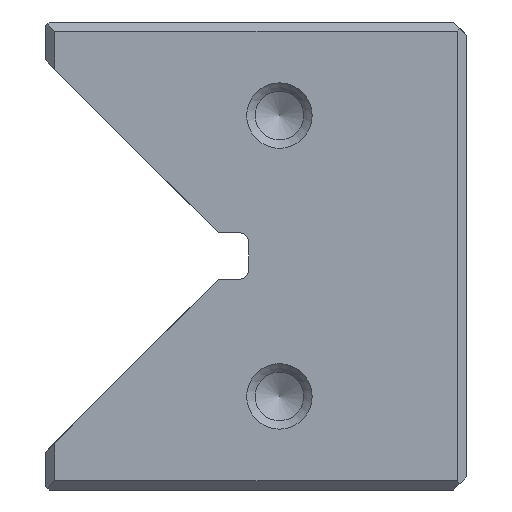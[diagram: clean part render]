
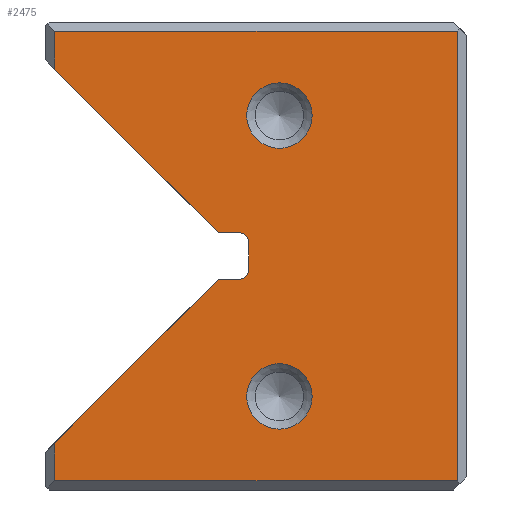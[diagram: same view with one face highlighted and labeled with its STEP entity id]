
A CAD part, left-side view. The second image highlights one B-rep face of the part: STEP entity #2475.
In plain terms, the highlighted planar face has unit normal (-1, 0, 0).
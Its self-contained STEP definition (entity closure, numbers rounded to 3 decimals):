
#2475=ADVANCED_FACE('',(#3405,#3406,#3407),#2864,.T.);
#2864=PLANE('',#8886);
#3110=CIRCLE('',#8882,3.5);
#3111=CIRCLE('',#8883,3.5);
#3112=CIRCLE('',#8884,1.);
#3113=CIRCLE('',#8885,1.);
#3405=FACE_BOUND('',#3623,.T.);
#3406=FACE_BOUND('',#3624,.T.);
#3407=FACE_BOUND('',#3625,.T.);
#3623=EDGE_LOOP('',(#4351));
#3624=EDGE_LOOP('',(#4352));
#3625=EDGE_LOOP('',(#4353,#4354,#4355,#4356,#4357,#4358,#4359,#4360,#4361,
#4362,#4363,#4364));
#4351=ORIENTED_EDGE('',*,*,#6863,.F.);
#4352=ORIENTED_EDGE('',*,*,#6864,.T.);
#4353=ORIENTED_EDGE('',*,*,#6865,.T.);
#4354=ORIENTED_EDGE('',*,*,#6866,.T.);
#4355=ORIENTED_EDGE('',*,*,#6867,.T.);
#4356=ORIENTED_EDGE('',*,*,#6868,.T.);
#4357=ORIENTED_EDGE('',*,*,#6869,.T.);
#4358=ORIENTED_EDGE('',*,*,#6870,.T.);
#4359=ORIENTED_EDGE('',*,*,#6871,.T.);
#4360=ORIENTED_EDGE('',*,*,#6872,.T.);
#4361=ORIENTED_EDGE('',*,*,#6873,.T.);
#4362=ORIENTED_EDGE('',*,*,#6874,.T.);
#4363=ORIENTED_EDGE('',*,*,#6875,.F.);
#4364=ORIENTED_EDGE('',*,*,#6876,.F.);
#6211=VERTEX_POINT('',#11435);
#6212=VERTEX_POINT('',#11437);
#6213=VERTEX_POINT('',#11439);
#6214=VERTEX_POINT('',#11440);
#6215=VERTEX_POINT('',#11442);
#6216=VERTEX_POINT('',#11444);
#6217=VERTEX_POINT('',#11446);
#6218=VERTEX_POINT('',#11448);
#6219=VERTEX_POINT('',#11450);
#6220=VERTEX_POINT('',#11452);
#6221=VERTEX_POINT('',#11454);
#6222=VERTEX_POINT('',#11456);
#6223=VERTEX_POINT('',#11458);
#6224=VERTEX_POINT('',#11460);
#6863=EDGE_CURVE('',#6211,#6211,#3110,.T.);
#6864=EDGE_CURVE('',#6212,#6212,#3111,.T.);
#6865=EDGE_CURVE('',#6213,#6214,#7705,.T.);
#6866=EDGE_CURVE('',#6214,#6215,#7706,.T.);
#6867=EDGE_CURVE('',#6215,#6216,#7707,.T.);
#6868=EDGE_CURVE('',#6216,#6217,#7708,.T.);
#6869=EDGE_CURVE('',#6217,#6218,#7709,.T.);
#6870=EDGE_CURVE('',#6218,#6219,#7710,.T.);
#6871=EDGE_CURVE('',#6219,#6220,#7711,.T.);
#6872=EDGE_CURVE('',#6220,#6221,#3112,.T.);
#6873=EDGE_CURVE('',#6221,#6222,#7712,.T.);
#6874=EDGE_CURVE('',#6222,#6223,#3113,.T.);
#6875=EDGE_CURVE('',#6224,#6223,#7713,.T.);
#6876=EDGE_CURVE('',#6213,#6224,#7714,.T.);
#7705=LINE('',#11438,#8367);
#7706=LINE('',#11441,#8368);
#7707=LINE('',#11443,#8369);
#7708=LINE('',#11445,#8370);
#7709=LINE('',#11447,#8371);
#7710=LINE('',#11449,#8372);
#7711=LINE('',#11451,#8373);
#7712=LINE('',#11455,#8374);
#7713=LINE('',#11459,#8375);
#7714=LINE('',#11461,#8376);
#8367=VECTOR('',#9453,1.);
#8368=VECTOR('',#9454,1.);
#8369=VECTOR('',#9455,1.);
#8370=VECTOR('',#9456,1.);
#8371=VECTOR('',#9457,1.);
#8372=VECTOR('',#9458,1.);
#8373=VECTOR('',#9459,1.);
#8374=VECTOR('',#9462,1.);
#8375=VECTOR('',#9465,1.);
#8376=VECTOR('',#9466,1.);
#8882=AXIS2_PLACEMENT_3D('',#11434,#9449,#9450);
#8883=AXIS2_PLACEMENT_3D('',#11436,#9451,#9452);
#8884=AXIS2_PLACEMENT_3D('',#11453,#9460,#9461);
#8885=AXIS2_PLACEMENT_3D('',#11457,#9463,#9464);
#8886=AXIS2_PLACEMENT_3D('',#11462,#9467,#9468);
#9449=DIRECTION('',(-1.,0.,0.));
#9450=DIRECTION('',(0.,0.,1.));
#9451=DIRECTION('',(1.,0.,0.));
#9452=DIRECTION('',(0.,0.,-1.));
#9453=DIRECTION('',(0.,0.,-1.));
#9454=DIRECTION('',(0.,-1.,0.));
#9455=DIRECTION('',(0.,0.,1.));
#9456=DIRECTION('',(0.,1.,0.));
#9457=DIRECTION('',(0.,0.,-1.));
#9458=DIRECTION('',(0.,-0.707,-0.707));
#9459=DIRECTION('',(0.,-1.,0.));
#9460=DIRECTION('',(1.,0.,0.));
#9461=DIRECTION('',(0.,0.,1.));
#9462=DIRECTION('',(0.,0.,-1.));
#9463=DIRECTION('',(1.,0.,0.));
#9464=DIRECTION('',(0.,0.,1.));
#9465=DIRECTION('',(0.,-1.,0.));
#9466=DIRECTION('',(0.,-0.707,0.707));
#9467=DIRECTION('',(-1.,0.,0.));
#9468=DIRECTION('',(0.,0.,-1.));
#11434=CARTESIAN_POINT('',(0.,20.,40.));
#11435=CARTESIAN_POINT('',(0.,20.,43.5));
#11436=CARTESIAN_POINT('',(0.,20.,10.));
#11437=CARTESIAN_POINT('',(0.,20.,6.5));
#11438=CARTESIAN_POINT('',(0.,44.,0.));
#11439=CARTESIAN_POINT('',(0.,44.,5.048));
#11440=CARTESIAN_POINT('',(0.,44.,1.));
#11441=CARTESIAN_POINT('',(0.,22.5,1.));
#11442=CARTESIAN_POINT('',(0.,1.,1.));
#11443=CARTESIAN_POINT('',(0.,1.,0.));
#11444=CARTESIAN_POINT('',(0.,1.,49.));
#11445=CARTESIAN_POINT('',(0.,22.5,49.));
#11446=CARTESIAN_POINT('',(0.,44.,49.));
#11447=CARTESIAN_POINT('',(0.,44.,0.));
#11448=CARTESIAN_POINT('',(0.,44.,44.952));
#11449=CARTESIAN_POINT('',(0.,45.,45.952));
#11450=CARTESIAN_POINT('',(0.,26.548,27.5));
#11451=CARTESIAN_POINT('',(0.,23.3,27.5));
#11452=CARTESIAN_POINT('',(0.,24.3,27.5));
#11453=CARTESIAN_POINT('',(0.,24.3,26.5));
#11454=CARTESIAN_POINT('',(0.,23.3,26.5));
#11455=CARTESIAN_POINT('',(0.,23.3,27.5));
#11456=CARTESIAN_POINT('',(0.,23.3,23.5));
#11457=CARTESIAN_POINT('',(0.,24.3,23.5));
#11458=CARTESIAN_POINT('',(0.,24.3,22.5));
#11459=CARTESIAN_POINT('',(0.,23.3,22.5));
#11460=CARTESIAN_POINT('',(0.,26.548,22.5));
#11461=CARTESIAN_POINT('',(0.,45.,4.048));
#11462=CARTESIAN_POINT('',(0.,22.5,0.));
